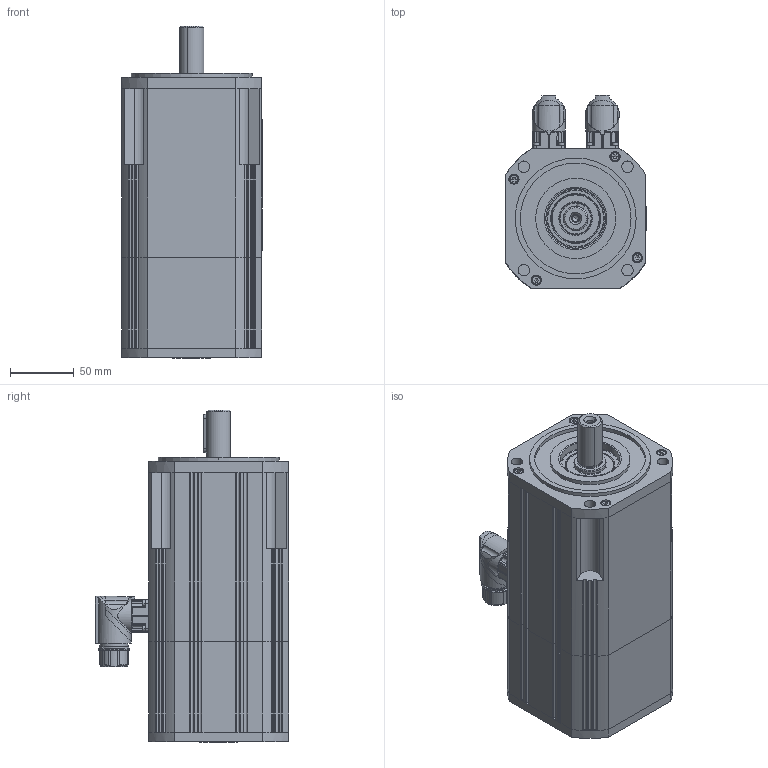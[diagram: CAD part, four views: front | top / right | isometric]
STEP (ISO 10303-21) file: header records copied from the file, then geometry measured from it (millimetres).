
FILE_DESCRIPTION((''),'2;1');
FILE_NAME('FP-711 + Encoder Heidenhain ERN 1100 + Fre Keb 06-9.stp','2012-01-20T14:43:14',('jlopez'),(''),'Autodesk Inventor 9','Autodesk Inventor 9','');
FILE_SCHEMA(('AUTOMOTIVE_DESIGN { 1 0 10303 214 1 1 1 1 }'));
Length unit declared in the file: millimetre
Products named in the file (1): Pieza1
Bounding box: 110.5 x 152.15 x 260.9 mm (x, y, z)
Volume: 2522286.9 mm3; surface area: 156463.2 mm2
Topology: 1 solids, 22 shells, 1427 faces, 3673 edges, 2208 vertices
Faces by surface type: cylinder 646, plane 459, cone 140, bspline 86, torus 50, sphere 46
Entity records: 44100 total; most frequent: CARTESIAN_POINT 9472, DIRECTION 7685, ORIENTED_EDGE 7098, EDGE_CURVE 3549, AXIS2_PLACEMENT_3D 3031, VERTEX_POINT 2208, VECTOR 1623, LINE 1623
